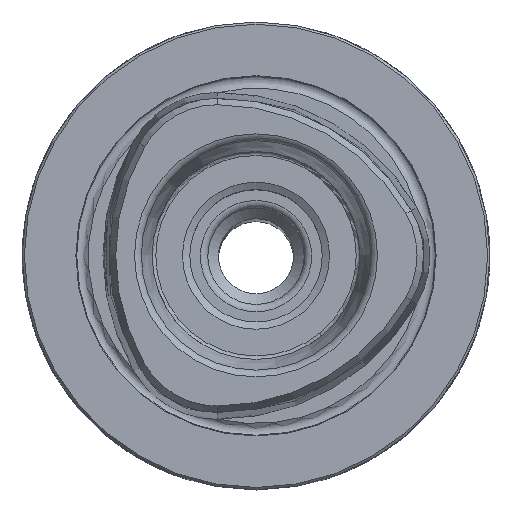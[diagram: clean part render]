
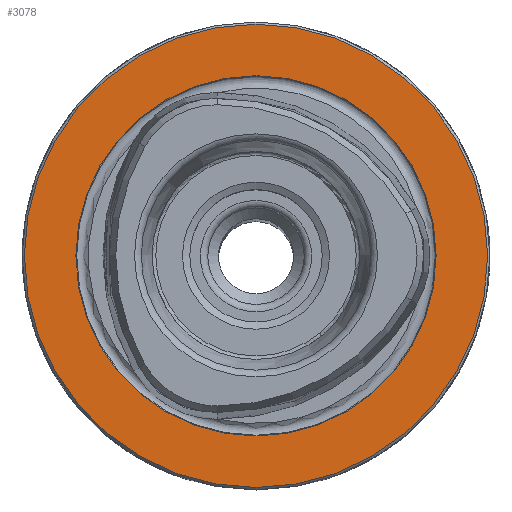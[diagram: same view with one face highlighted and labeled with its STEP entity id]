
A CAD part, top view. The second image highlights one B-rep face of the part: STEP entity #3078.
In plain terms, the highlighted planar face has unit normal (0, 0, 1).
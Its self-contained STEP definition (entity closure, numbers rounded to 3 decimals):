
#462=ORIENTED_EDGE('',*,*,#932,.F.);
#463=ORIENTED_EDGE('',*,*,#857,.T.);
#857=EDGE_CURVE('',#1111,#1111,#1299,.T.);
#932=EDGE_CURVE('',#1165,#1165,#1317,.T.);
#1111=VERTEX_POINT('',#4211);
#1165=VERTEX_POINT('',#4462);
#1299=CIRCLE('',#3227,31.2);
#1317=CIRCLE('',#3284,24.264);
#1475=EDGE_LOOP('',(#462));
#1476=EDGE_LOOP('',(#463));
#1727=FACE_BOUND('',#1475,.T.);
#1728=FACE_BOUND('',#1476,.T.);
#1926=PLANE('',#3283);
#3078=ADVANCED_FACE('',(#1727,#1728),#1926,.T.);
#3227=AXIS2_PLACEMENT_3D('',#4210,#3554,#3555);
#3283=AXIS2_PLACEMENT_3D('',#4460,#3696,#3697);
#3284=AXIS2_PLACEMENT_3D('',#4461,#3698,#3699);
#3554=DIRECTION('',(0.,0.,1.));
#3555=DIRECTION('',(1.,0.,0.));
#3696=DIRECTION('',(0.,0.,1.));
#3697=DIRECTION('',(1.,0.,0.));
#3698=DIRECTION('',(0.,0.,1.));
#3699=DIRECTION('',(1.,0.,0.));
#4210=CARTESIAN_POINT('',(0.,0.,0.));
#4211=CARTESIAN_POINT('',(31.2,0.,0.));
#4460=CARTESIAN_POINT('',(24.2,0.,0.));
#4461=CARTESIAN_POINT('',(0.,0.,0.));
#4462=CARTESIAN_POINT('',(24.264,0.,0.));
